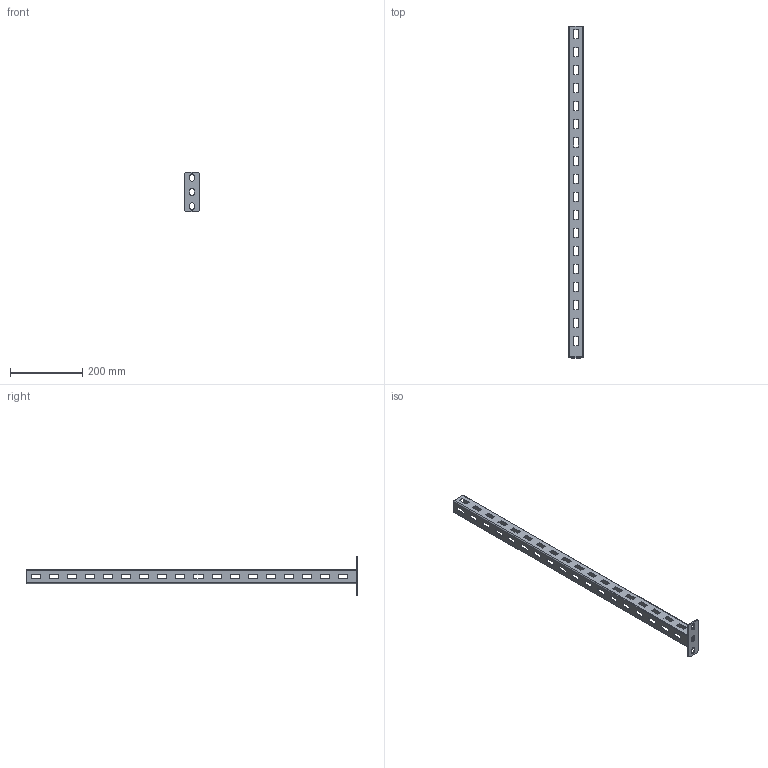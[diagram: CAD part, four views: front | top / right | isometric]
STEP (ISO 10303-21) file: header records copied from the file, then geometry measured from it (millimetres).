
FILE_DESCRIPTION((''),'2;1');
FILE_NAME('710990_ASM','2020-10-15T12:54:52',('tomas'),(''),'CREO PARAMETRIC BY PTC INC, 2019352','CREO PARAMETRIC BY PTC INC, 2019352','');
FILE_SCHEMA(('CONFIG_CONTROL_DESIGN'));
Length unit declared in the file: millimetre
Products named in the file (3): PODSTAWA_WPT; CWC40H47_900; 710990_ASM
Assembly tree (2 placements, depth 2):
  710990_ASM
    PODSTAWA_WPT
    CWC40H47_900
Bounding box: 40 x 919 x 110 mm (x, y, z)
Volume: 232930.2 mm3; surface area: 239482.5 mm2
Topology: 2 solids, 2 shells, 292 faces, 816 edges, 528 vertices
Faces by surface type: plane 270, cylinder 22
Entity records: 9476 total; most frequent: CARTESIAN_POINT 1641, ORIENTED_EDGE 1632, DIRECTION 1454, EDGE_CURVE 816, VECTOR 772, LINE 772, VERTEX_POINT 528, EDGE_LOOP 406
